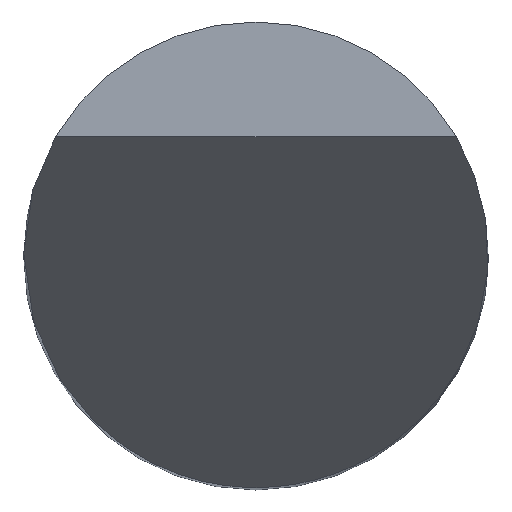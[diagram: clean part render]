
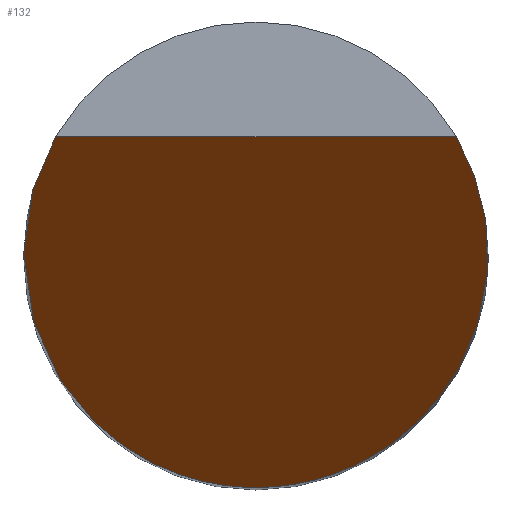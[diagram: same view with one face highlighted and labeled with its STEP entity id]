
A CAD part, top view. The second image highlights one B-rep face of the part: STEP entity #132.
In plain terms, the highlighted planar face has unit normal (0, -0.866, 0.5).
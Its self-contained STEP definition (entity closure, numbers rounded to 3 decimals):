
#59=PLANE('',#667);
#89=LINE('',#1092,#110);
#110=VECTOR('',#771,1.);
#132=ADVANCED_FACE('',(#175),#59,.F.);
#175=FACE_OUTER_BOUND('',#210,.T.);
#210=EDGE_LOOP('',(#337,#338,#339));
#337=ORIENTED_EDGE('',*,*,#487,.T.);
#338=ORIENTED_EDGE('',*,*,#532,.T.);
#339=ORIENTED_EDGE('',*,*,#533,.T.);
#434=VERTEX_POINT('',#892);
#435=VERTEX_POINT('',#897);
#463=VERTEX_POINT('',#1086);
#487=EDGE_CURVE('',#435,#434,#595,.T.);
#532=EDGE_CURVE('',#434,#463,#601,.T.);
#533=EDGE_CURVE('',#463,#435,#89,.T.);
#595=(
BOUNDED_CURVE()
B_SPLINE_CURVE(3,(#893,#894,#895,#896),.UNSPECIFIED.,.F.,.F.)
B_SPLINE_CURVE_WITH_KNOTS((4,4),(0.,1.),.UNSPECIFIED.)
CURVE()
GEOMETRIC_REPRESENTATION_ITEM()
RATIONAL_B_SPLINE_CURVE((1.,0.665,0.665,1.))
REPRESENTATION_ITEM('')
);
#601=(
BOUNDED_CURVE()
B_SPLINE_CURVE(3,(#1087,#1088,#1089,#1090),.UNSPECIFIED.,.F.,.F.)
B_SPLINE_CURVE_WITH_KNOTS((4,4),(0.,1.),.UNSPECIFIED.)
CURVE()
GEOMETRIC_REPRESENTATION_ITEM()
RATIONAL_B_SPLINE_CURVE((1.,0.665,0.665,1.))
REPRESENTATION_ITEM('')
);
#667=AXIS2_PLACEMENT_3D('',#1094,#774,#775);
#771=DIRECTION('',(-1.,0.,0.));
#774=DIRECTION('',(0.,0.866,-0.5));
#775=DIRECTION('',(0.,0.5,0.866));
#892=CARTESIAN_POINT('',(0.,-2.,-3.464));
#893=CARTESIAN_POINT('',(-1.726,1.01,1.75));
#894=CARTESIAN_POINT('',(-2.605,-0.491,-0.85));
#895=CARTESIAN_POINT('',(-1.74,-2.,-3.464));
#896=CARTESIAN_POINT('',(0.,-2.,-3.464));
#897=CARTESIAN_POINT('',(-1.726,1.01,1.75));
#1086=CARTESIAN_POINT('',(1.726,1.01,1.75));
#1087=CARTESIAN_POINT('',(0.,-2.,-3.464));
#1088=CARTESIAN_POINT('',(1.74,-2.,-3.464));
#1089=CARTESIAN_POINT('',(2.605,-0.491,-0.85));
#1090=CARTESIAN_POINT('',(1.726,1.01,1.75));
#1092=CARTESIAN_POINT('',(0.,1.01,1.75));
#1094=CARTESIAN_POINT('',(2.,-2.,-3.464));
